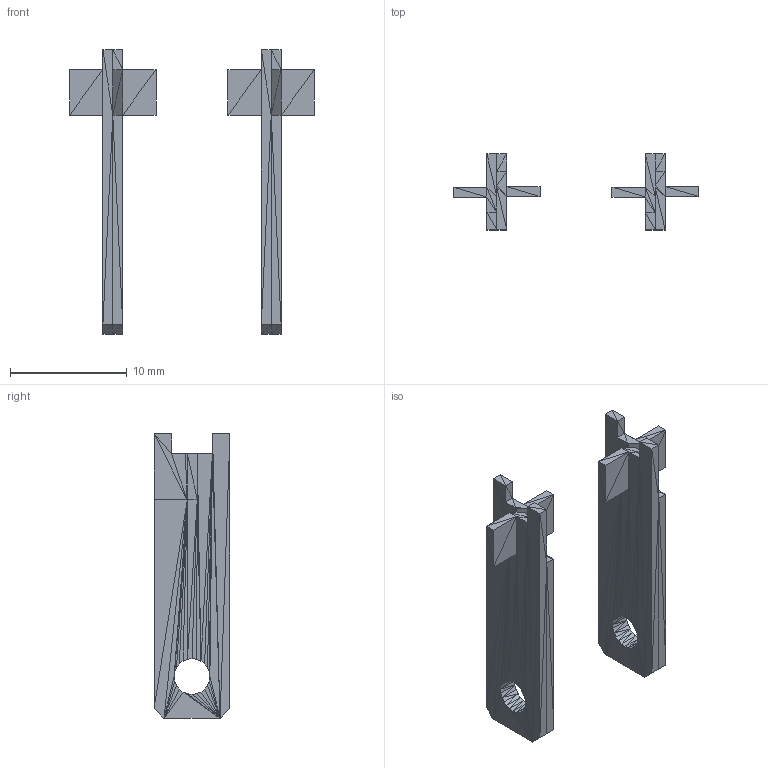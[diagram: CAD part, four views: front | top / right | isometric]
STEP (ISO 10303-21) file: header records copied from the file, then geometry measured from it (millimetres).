
FILE_DESCRIPTION(('FreeCAD Model'),'2;1');
FILE_NAME('Open CASCADE Shape Model','2022-04-26T11:48:30',( 'kicad StepUp'),('ksu MCAD'),'Open CASCADE STEP processor 7.5', 'FreeCAD','Unknown');
FILE_SCHEMA(('AUTOMOTIVE_DESIGN { 1 0 10303 214 1 1 1 1 }'));
Length unit declared in the file: millimetre
Products named in the file (405): Fusion405; Fusion001; Fusion002; Fusion003; Fusion004; Fusion005; Fusion006; Fusion007; Fusion008; Fusion009; Fusion010; Fusion011; Fusion012; Fusion013; Fusion014; Fusion015; Fusion016; Fusion017; Fusion018; Fusion019; Fusion020; Fusion021; Fusion022; Fusion023; Fusion024; Fusion025; Fusion026; Fusion027; Fusion028; Fusion029; Fusion030; Fusion031; Fusion032; Fusion033; Fusion034; Fusion035; Fusion036; Fusion037; Fusion038; Fusion039 ...
Assembly tree (404 placements, depth 2):
  Fusion405
    Fusion001
    Fusion002
    Fusion003
    Fusion004
    Fusion005
    Fusion006
    Fusion007
    Fusion008
    Fusion009
    Fusion010
    Fusion011
    Fusion012
    Fusion013
    Fusion014
    Fusion015
    Fusion016
    Fusion017
    Fusion018
    Fusion019
    Fusion020
    Fusion021
    Fusion022
    Fusion023
    Fusion024
    Fusion025
    Fusion026
    Fusion027
    Fusion028
    Fusion029
    Fusion030
    Fusion031
    Fusion032
    Fusion033
    Fusion034
    Fusion035
    Fusion036
    Fusion037
    Fusion038
    Fusion039
    Fusion040
    Fusion041
    Fusion042
    Fusion043
    Fusion044
    Fusion045
    Fusion046
    Fusion047
    Fusion048
    Fusion049
    Fusion050
    Fusion051
    Fusion052
    Fusion053
    Fusion054
    Fusion055
    Fusion056
    Fusion057
    Fusion058
    Fusion059
Bounding box: 20.96 x 6.5 x 24.35 mm (x, y, z)
Surface area: 931.1 mm2 (no closed solid volume)
Topology: 0 solids, 404 shells, 404 faces, 1202 edges, 1202 vertices
Faces by surface type: plane 404
Entity records: 24986 total; most frequent: CARTESIAN_POINT 3213, DIRECTION 2820, ORIENTED_EDGE 1202, EDGE_CURVE 1202, VERTEX_POINT 1202, LINE 1202, VECTOR 1202, PRODUCT_DEFINITION_SHAPE 809
